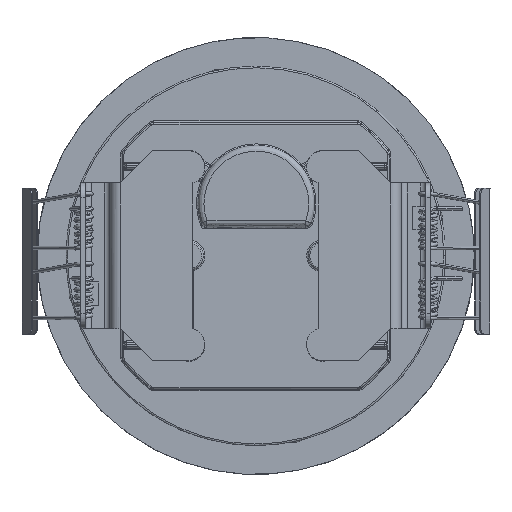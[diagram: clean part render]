
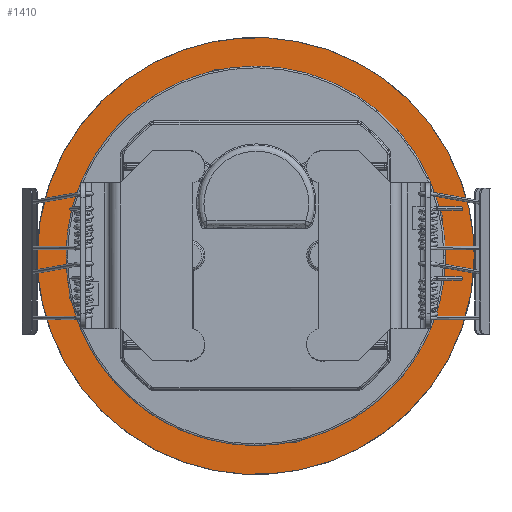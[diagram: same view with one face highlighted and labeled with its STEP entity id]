
A CAD part, top view. The second image highlights one B-rep face of the part: STEP entity #1410.
In plain terms, the highlighted planar face has unit normal (0, 0, 1).
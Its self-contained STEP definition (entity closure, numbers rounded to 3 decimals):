
#68=FACE_BOUND('',#4249,.T.);
#69=FACE_BOUND('',#4250,.T.);
#70=FACE_BOUND('',#4251,.T.);
#71=FACE_BOUND('',#4252,.T.);
#72=FACE_BOUND('',#4253,.T.);
#1410=ADVANCED_FACE('',(#2816,#68,#69,#70,#71,#72),#20304,.T.);
#2816=FACE_OUTER_BOUND('',#4248,.T.);
#4248=EDGE_LOOP('',(#10775,#10776));
#4249=EDGE_LOOP('',(#10777,#10778));
#4250=EDGE_LOOP('',(#10779,#10780));
#4251=EDGE_LOOP('',(#10781,#10782));
#4252=EDGE_LOOP('',(#10783,#10784));
#4253=EDGE_LOOP('',(#10785,#10786));
#10775=ORIENTED_EDGE('',*,*,#14390,.F.);
#10776=ORIENTED_EDGE('',*,*,#14391,.F.);
#10777=ORIENTED_EDGE('',*,*,#14423,.T.);
#10778=ORIENTED_EDGE('',*,*,#14422,.T.);
#10779=ORIENTED_EDGE('',*,*,#14416,.T.);
#10780=ORIENTED_EDGE('',*,*,#14417,.T.);
#10781=ORIENTED_EDGE('',*,*,#14410,.T.);
#10782=ORIENTED_EDGE('',*,*,#14411,.T.);
#10783=ORIENTED_EDGE('',*,*,#14404,.T.);
#10784=ORIENTED_EDGE('',*,*,#14405,.T.);
#10785=ORIENTED_EDGE('',*,*,#14395,.T.);
#10786=ORIENTED_EDGE('',*,*,#14396,.T.);
#14390=EDGE_CURVE('',#19900,#19901,#17867,.T.);
#14391=EDGE_CURVE('',#19901,#19900,#17868,.T.);
#14395=EDGE_CURVE('',#19904,#19905,#17871,.T.);
#14396=EDGE_CURVE('',#19905,#19904,#17872,.T.);
#14404=EDGE_CURVE('',#19915,#19914,#17877,.T.);
#14405=EDGE_CURVE('',#19914,#19915,#17878,.T.);
#14410=EDGE_CURVE('',#19913,#19912,#17881,.T.);
#14411=EDGE_CURVE('',#19912,#19913,#17882,.T.);
#14416=EDGE_CURVE('',#19911,#19910,#17885,.T.);
#14417=EDGE_CURVE('',#19910,#19911,#17886,.T.);
#14422=EDGE_CURVE('',#19909,#19908,#17889,.T.);
#14423=EDGE_CURVE('',#19908,#19909,#17890,.T.);
#17867=(
BOUNDED_CURVE()
B_SPLINE_CURVE(2,(#70885,#70886,#70887,#70888,#70889),.UNSPECIFIED.,.F.,
 .F.)
B_SPLINE_CURVE_WITH_KNOTS((3,2,3),(-471.239,-353.429,
-235.619),.UNSPECIFIED.)
CURVE()
GEOMETRIC_REPRESENTATION_ITEM()
RATIONAL_B_SPLINE_CURVE((1.,0.707,1.,0.707,1.))
REPRESENTATION_ITEM('')
);
#17868=(
BOUNDED_CURVE()
B_SPLINE_CURVE(2,(#70890,#70891,#70892,#70893,#70894),.UNSPECIFIED.,.F.,
 .F.)
B_SPLINE_CURVE_WITH_KNOTS((3,2,3),(-235.619,-117.81,
0.),.UNSPECIFIED.)
CURVE()
GEOMETRIC_REPRESENTATION_ITEM()
RATIONAL_B_SPLINE_CURVE((1.,0.707,1.,0.707,1.))
REPRESENTATION_ITEM('')
);
#17871=(
BOUNDED_CURVE()
B_SPLINE_CURVE(2,(#70907,#70908,#70909,#70910,#70911),.UNSPECIFIED.,.F.,
 .F.)
B_SPLINE_CURVE_WITH_KNOTS((3,2,3),(-142.942,-71.471,
0.),.UNSPECIFIED.)
CURVE()
GEOMETRIC_REPRESENTATION_ITEM()
RATIONAL_B_SPLINE_CURVE((1.,0.707,1.,0.707,1.))
REPRESENTATION_ITEM('')
);
#17872=(
BOUNDED_CURVE()
B_SPLINE_CURVE(2,(#70912,#70913,#70914,#70915,#70916),.UNSPECIFIED.,.F.,
 .F.)
B_SPLINE_CURVE_WITH_KNOTS((3,2,3),(-285.885,-214.414,
-142.942),.UNSPECIFIED.)
CURVE()
GEOMETRIC_REPRESENTATION_ITEM()
RATIONAL_B_SPLINE_CURVE((1.,0.707,1.,0.707,1.))
REPRESENTATION_ITEM('')
);
#17877=(
BOUNDED_CURVE()
B_SPLINE_CURVE(2,(#70943,#70944,#70945,#70946,#70947),.UNSPECIFIED.,.F.,
 .F.)
B_SPLINE_CURVE_WITH_KNOTS((3,2,3),(1.571,2.356,3.142),
 .UNSPECIFIED.)
CURVE()
GEOMETRIC_REPRESENTATION_ITEM()
RATIONAL_B_SPLINE_CURVE((1.,0.707,1.,0.707,1.))
REPRESENTATION_ITEM('')
);
#17878=(
BOUNDED_CURVE()
B_SPLINE_CURVE(2,(#70948,#70949,#70950,#70951,#70952),.UNSPECIFIED.,.F.,
 .F.)
B_SPLINE_CURVE_WITH_KNOTS((3,2,3),(0.,0.785,1.571),
 .UNSPECIFIED.)
CURVE()
GEOMETRIC_REPRESENTATION_ITEM()
RATIONAL_B_SPLINE_CURVE((1.,0.707,1.,0.707,1.))
REPRESENTATION_ITEM('')
);
#17881=(
BOUNDED_CURVE()
B_SPLINE_CURVE(2,(#70967,#70968,#70969,#70970,#70971),.UNSPECIFIED.,.F.,
 .F.)
B_SPLINE_CURVE_WITH_KNOTS((3,2,3),(1.571,2.356,3.142),
 .UNSPECIFIED.)
CURVE()
GEOMETRIC_REPRESENTATION_ITEM()
RATIONAL_B_SPLINE_CURVE((1.,0.707,1.,0.707,1.))
REPRESENTATION_ITEM('')
);
#17882=(
BOUNDED_CURVE()
B_SPLINE_CURVE(2,(#70972,#70973,#70974,#70975,#70976),.UNSPECIFIED.,.F.,
 .F.)
B_SPLINE_CURVE_WITH_KNOTS((3,2,3),(0.,0.785,1.571),
 .UNSPECIFIED.)
CURVE()
GEOMETRIC_REPRESENTATION_ITEM()
RATIONAL_B_SPLINE_CURVE((1.,0.707,1.,0.707,1.))
REPRESENTATION_ITEM('')
);
#17885=(
BOUNDED_CURVE()
B_SPLINE_CURVE(2,(#70991,#70992,#70993,#70994,#70995),.UNSPECIFIED.,.F.,
 .F.)
B_SPLINE_CURVE_WITH_KNOTS((3,2,3),(1.571,2.356,3.142),
 .UNSPECIFIED.)
CURVE()
GEOMETRIC_REPRESENTATION_ITEM()
RATIONAL_B_SPLINE_CURVE((1.,0.707,1.,0.707,1.))
REPRESENTATION_ITEM('')
);
#17886=(
BOUNDED_CURVE()
B_SPLINE_CURVE(2,(#70996,#70997,#70998,#70999,#71000),.UNSPECIFIED.,.F.,
 .F.)
B_SPLINE_CURVE_WITH_KNOTS((3,2,3),(0.,0.785,1.571),
 .UNSPECIFIED.)
CURVE()
GEOMETRIC_REPRESENTATION_ITEM()
RATIONAL_B_SPLINE_CURVE((1.,0.707,1.,0.707,1.))
REPRESENTATION_ITEM('')
);
#17889=(
BOUNDED_CURVE()
B_SPLINE_CURVE(2,(#71015,#71016,#71017,#71018,#71019),.UNSPECIFIED.,.F.,
 .F.)
B_SPLINE_CURVE_WITH_KNOTS((3,2,3),(1.571,2.356,3.142),
 .UNSPECIFIED.)
CURVE()
GEOMETRIC_REPRESENTATION_ITEM()
RATIONAL_B_SPLINE_CURVE((1.,0.707,1.,0.707,1.))
REPRESENTATION_ITEM('')
);
#17890=(
BOUNDED_CURVE()
B_SPLINE_CURVE(2,(#71020,#71021,#71022,#71023,#71024),.UNSPECIFIED.,.F.,
 .F.)
B_SPLINE_CURVE_WITH_KNOTS((3,2,3),(0.,0.785,1.571),
 .UNSPECIFIED.)
CURVE()
GEOMETRIC_REPRESENTATION_ITEM()
RATIONAL_B_SPLINE_CURVE((1.,0.707,1.,0.707,1.))
REPRESENTATION_ITEM('')
);
#19900=VERTEX_POINT('',#70847);
#19901=VERTEX_POINT('',#70848);
#19904=VERTEX_POINT('',#70851);
#19905=VERTEX_POINT('',#70852);
#19908=VERTEX_POINT('',#70855);
#19909=VERTEX_POINT('',#70856);
#19910=VERTEX_POINT('',#70857);
#19911=VERTEX_POINT('',#70858);
#19912=VERTEX_POINT('',#70859);
#19913=VERTEX_POINT('',#70860);
#19914=VERTEX_POINT('',#70861);
#19915=VERTEX_POINT('',#70862);
#20304=PLANE('',#21798);
#21798=AXIS2_PLACEMENT_3D('',#70644,#22089,$);
#22089=DIRECTION('',(0.,0.,1.));
#70644=CARTESIAN_POINT('',(91.134,88.764,-43.776));
#70847=CARTESIAN_POINT('',(75.,-2.37,-43.776));
#70848=CARTESIAN_POINT('',(-75.,-2.37,-43.776));
#70851=CARTESIAN_POINT('',(-45.5,-2.37,-43.776));
#70852=CARTESIAN_POINT('',(45.5,-2.37,-43.776));
#70855=CARTESIAN_POINT('',(59.1,-14.37,-43.776));
#70856=CARTESIAN_POINT('',(58.1,-14.37,-43.776));
#70857=CARTESIAN_POINT('',(12.5,56.23,-43.776));
#70858=CARTESIAN_POINT('',(11.5,56.23,-43.776));
#70859=CARTESIAN_POINT('',(-11.5,-60.97,-43.776));
#70860=CARTESIAN_POINT('',(-12.5,-60.97,-43.776));
#70861=CARTESIAN_POINT('',(-58.1,9.63,-43.776));
#70862=CARTESIAN_POINT('',(-59.1,9.63,-43.776));
#70885=CARTESIAN_POINT('',(75.,-2.37,-43.776));
#70886=CARTESIAN_POINT('',(75.,-77.37,-43.776));
#70887=CARTESIAN_POINT('',(0.,-77.37,-43.776));
#70888=CARTESIAN_POINT('',(-75.,-77.37,-43.776));
#70889=CARTESIAN_POINT('',(-75.,-2.37,-43.776));
#70890=CARTESIAN_POINT('',(-75.,-2.37,-43.776));
#70891=CARTESIAN_POINT('',(-75.,72.63,-43.776));
#70892=CARTESIAN_POINT('',(0.,72.63,-43.776));
#70893=CARTESIAN_POINT('',(75.,72.63,-43.776));
#70894=CARTESIAN_POINT('',(75.,-2.37,-43.776));
#70907=CARTESIAN_POINT('',(-45.5,-2.37,-43.776));
#70908=CARTESIAN_POINT('',(-45.5,43.13,-43.776));
#70909=CARTESIAN_POINT('',(0.,43.13,-43.776));
#70910=CARTESIAN_POINT('',(45.5,43.13,-43.776));
#70911=CARTESIAN_POINT('',(45.5,-2.37,-43.776));
#70912=CARTESIAN_POINT('',(45.5,-2.37,-43.776));
#70913=CARTESIAN_POINT('',(45.5,-47.87,-43.776));
#70914=CARTESIAN_POINT('',(0.,-47.87,-43.776));
#70915=CARTESIAN_POINT('',(-45.5,-47.87,-43.776));
#70916=CARTESIAN_POINT('',(-45.5,-2.37,-43.776));
#70943=CARTESIAN_POINT('',(-59.1,9.63,-43.776));
#70944=CARTESIAN_POINT('',(-59.1,10.13,-43.776));
#70945=CARTESIAN_POINT('',(-58.6,10.13,-43.776));
#70946=CARTESIAN_POINT('',(-58.1,10.13,-43.776));
#70947=CARTESIAN_POINT('',(-58.1,9.63,-43.776));
#70948=CARTESIAN_POINT('',(-58.1,9.63,-43.776));
#70949=CARTESIAN_POINT('',(-58.1,9.13,-43.776));
#70950=CARTESIAN_POINT('',(-58.6,9.13,-43.776));
#70951=CARTESIAN_POINT('',(-59.1,9.13,-43.776));
#70952=CARTESIAN_POINT('',(-59.1,9.63,-43.776));
#70967=CARTESIAN_POINT('',(-12.5,-60.97,-43.776));
#70968=CARTESIAN_POINT('',(-12.5,-60.47,-43.776));
#70969=CARTESIAN_POINT('',(-12.,-60.47,-43.776));
#70970=CARTESIAN_POINT('',(-11.5,-60.47,-43.776));
#70971=CARTESIAN_POINT('',(-11.5,-60.97,-43.776));
#70972=CARTESIAN_POINT('',(-11.5,-60.97,-43.776));
#70973=CARTESIAN_POINT('',(-11.5,-61.47,-43.776));
#70974=CARTESIAN_POINT('',(-12.,-61.47,-43.776));
#70975=CARTESIAN_POINT('',(-12.5,-61.47,-43.776));
#70976=CARTESIAN_POINT('',(-12.5,-60.97,-43.776));
#70991=CARTESIAN_POINT('',(11.5,56.23,-43.776));
#70992=CARTESIAN_POINT('',(11.5,56.73,-43.776));
#70993=CARTESIAN_POINT('',(12.,56.73,-43.776));
#70994=CARTESIAN_POINT('',(12.5,56.73,-43.776));
#70995=CARTESIAN_POINT('',(12.5,56.23,-43.776));
#70996=CARTESIAN_POINT('',(12.5,56.23,-43.776));
#70997=CARTESIAN_POINT('',(12.5,55.73,-43.776));
#70998=CARTESIAN_POINT('',(12.,55.73,-43.776));
#70999=CARTESIAN_POINT('',(11.5,55.73,-43.776));
#71000=CARTESIAN_POINT('',(11.5,56.23,-43.776));
#71015=CARTESIAN_POINT('',(58.1,-14.37,-43.776));
#71016=CARTESIAN_POINT('',(58.1,-13.87,-43.776));
#71017=CARTESIAN_POINT('',(58.6,-13.87,-43.776));
#71018=CARTESIAN_POINT('',(59.1,-13.87,-43.776));
#71019=CARTESIAN_POINT('',(59.1,-14.37,-43.776));
#71020=CARTESIAN_POINT('',(59.1,-14.37,-43.776));
#71021=CARTESIAN_POINT('',(59.1,-14.87,-43.776));
#71022=CARTESIAN_POINT('',(58.6,-14.87,-43.776));
#71023=CARTESIAN_POINT('',(58.1,-14.87,-43.776));
#71024=CARTESIAN_POINT('',(58.1,-14.37,-43.776));
